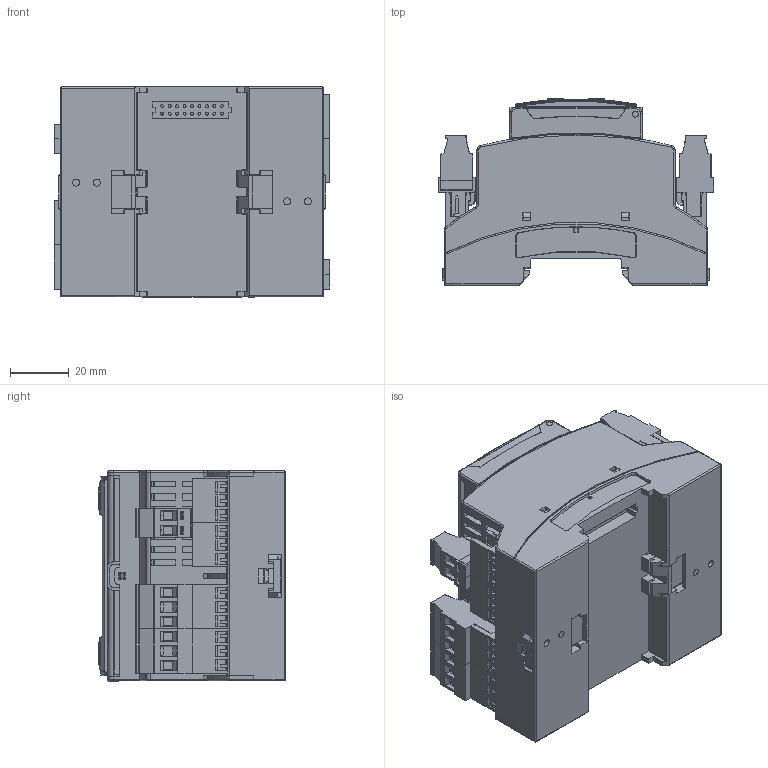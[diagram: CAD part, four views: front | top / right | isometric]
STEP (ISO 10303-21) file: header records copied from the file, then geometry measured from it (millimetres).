
FILE_DESCRIPTION(/* description */ (''),/* implementation_level */ '2;1');
FILE_NAME(/* name */ 'DRR224-12_23ABC_20200825_web.stp',/* time_stamp */ '2025-06-09T09:50:36+02:00',/* author */ ('ut3'),/* organization */ (''),/* preprocessor_version */ 'ST-DEVELOPER v20',/* originating_system */ 'Autodesk Inventor 2025',/* authorisation */ '');
FILE_SCHEMA (('AUTOMOTIVE_DESIGN { 1 0 10303 214 3 1 1 }'));
Products named in the file (1): DRR224-12ABC_20200825_web
Bounding box: 93.92 x 63.85 x 71.63 mm (x, y, z)
Volume: 109895.9 mm3; surface area: 113805.7 mm2
Topology: 7 solids, 7 shells, 5694 faces, 15706 edges, 10139 vertices
Faces by surface type: plane 4400, cylinder 1030, bspline 174, cone 56, torus 26, sphere 8
Full cylindrical faces by diameter (mm): 0.254 x214, 0.305 x1, 0.406 x13, 0.508 x7, 0.711 x5, 0.8 x18, 0.813 x4, 1 x18, 1.016 x19, 1.118 x2, 1.2 x16, 1.321 x10, 1.6 x2, 1.778 x21, 2 x5, 2.2 x3, 2.4 x6, 2.6 x4, 2.829 x4, 3.25 x4, 3.3 x4, 3.5 x4, 3.551 x1, 3.8 x4, 3.97 x2, 4 x14, 4.064 x2, 5 x4, 10.16 x1
Entity records: 203978 total; most frequent: CARTESIAN_POINT 50460, ORIENTED_EDGE 31396, DIRECTION 28712, EDGE_CURVE 15698, LINE 13040, VECTOR 13040, VERTEX_POINT 10139, AXIS2_PLACEMENT_3D 7836
